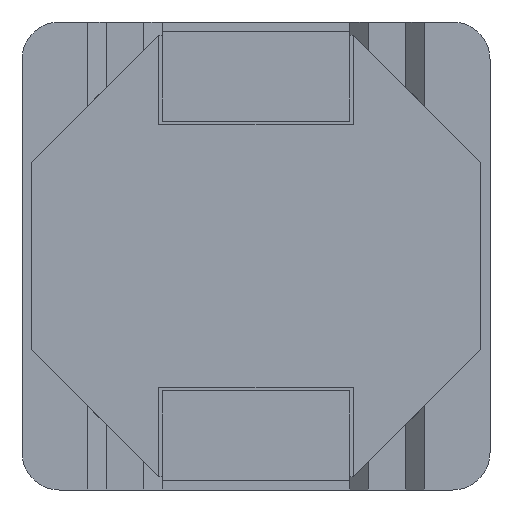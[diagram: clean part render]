
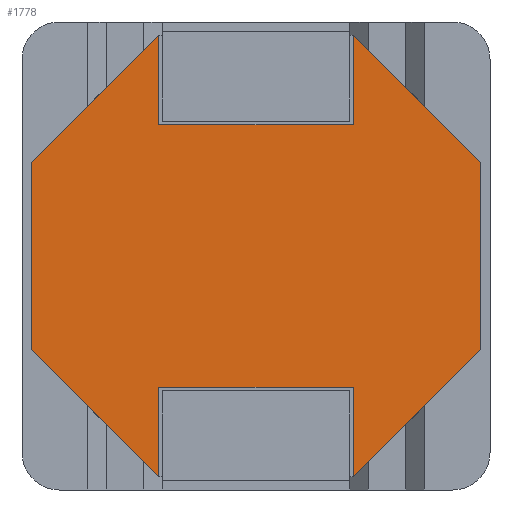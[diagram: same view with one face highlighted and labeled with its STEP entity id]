
A CAD part, front view. The second image highlights one B-rep face of the part: STEP entity #1778.
In plain terms, the highlighted planar face has unit normal (0, -1, 0).
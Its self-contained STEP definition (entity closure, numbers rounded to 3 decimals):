
#467=DIRECTION('',(0.,0.,1.));
#468=VECTOR('',#467,2.4);
#469=CARTESIAN_POINT('',(-2.6,0.,-5.9));
#470=LINE('',#469,#468);
#471=DIRECTION('',(-0.707,0.,0.707));
#472=VECTOR('',#471,4.808);
#473=CARTESIAN_POINT('',(-2.6,0.,-5.9));
#474=LINE('',#473,#472);
#475=DIRECTION('',(0.,0.,1.));
#476=VECTOR('',#475,5.);
#477=CARTESIAN_POINT('',(-6.,0.,-2.5));
#478=LINE('',#477,#476);
#479=DIRECTION('',(0.707,0.,0.707));
#480=VECTOR('',#479,4.808);
#481=CARTESIAN_POINT('',(-6.,0.,2.5));
#482=LINE('',#481,#480);
#483=DIRECTION('',(0.,0.,-1.));
#484=VECTOR('',#483,2.4);
#485=CARTESIAN_POINT('',(-2.6,0.,5.9));
#486=LINE('',#485,#484);
#487=DIRECTION('',(-1.,0.,0.));
#488=VECTOR('',#487,5.2);
#489=CARTESIAN_POINT('',(2.6,0.,3.5));
#490=LINE('',#489,#488);
#491=DIRECTION('',(0.,0.,-1.));
#492=VECTOR('',#491,2.4);
#493=CARTESIAN_POINT('',(2.6,0.,5.9));
#494=LINE('',#493,#492);
#495=DIRECTION('',(0.707,0.,-0.707));
#496=VECTOR('',#495,4.808);
#497=CARTESIAN_POINT('',(2.6,0.,5.9));
#498=LINE('',#497,#496);
#499=DIRECTION('',(0.,0.,-1.));
#500=VECTOR('',#499,5.);
#501=CARTESIAN_POINT('',(6.,0.,2.5));
#502=LINE('',#501,#500);
#503=DIRECTION('',(-0.707,0.,-0.707));
#504=VECTOR('',#503,4.808);
#505=CARTESIAN_POINT('',(6.,0.,-2.5));
#506=LINE('',#505,#504);
#507=DIRECTION('',(0.,0.,1.));
#508=VECTOR('',#507,2.4);
#509=CARTESIAN_POINT('',(2.6,0.,-5.9));
#510=LINE('',#509,#508);
#511=DIRECTION('',(1.,0.,0.));
#512=VECTOR('',#511,5.2);
#513=CARTESIAN_POINT('',(-2.6,0.,-3.5));
#514=LINE('',#513,#512);
#971=CARTESIAN_POINT('',(-6.,0.,-2.5));
#972=CARTESIAN_POINT('',(-6.,0.,2.5));
#973=VERTEX_POINT('',#971);
#974=VERTEX_POINT('',#972);
#975=CARTESIAN_POINT('',(6.,0.,2.5));
#976=CARTESIAN_POINT('',(6.,0.,-2.5));
#977=VERTEX_POINT('',#975);
#978=VERTEX_POINT('',#976);
#1003=CARTESIAN_POINT('',(-2.6,0.,-5.9));
#1004=CARTESIAN_POINT('',(-2.6,0.,-3.5));
#1005=VERTEX_POINT('',#1003);
#1006=VERTEX_POINT('',#1004);
#1007=CARTESIAN_POINT('',(2.6,0.,-3.5));
#1008=VERTEX_POINT('',#1007);
#1009=CARTESIAN_POINT('',(2.6,0.,-5.9));
#1010=VERTEX_POINT('',#1009);
#1011=CARTESIAN_POINT('',(2.6,0.,5.9));
#1012=CARTESIAN_POINT('',(2.6,0.,3.5));
#1013=VERTEX_POINT('',#1011);
#1014=VERTEX_POINT('',#1012);
#1015=CARTESIAN_POINT('',(-2.6,0.,3.5));
#1016=VERTEX_POINT('',#1015);
#1017=CARTESIAN_POINT('',(-2.6,0.,5.9));
#1018=VERTEX_POINT('',#1017);
#1748=CARTESIAN_POINT('',(0.,0.,0.));
#1749=DIRECTION('',(0.,1.,0.));
#1750=DIRECTION('',(1.,0.,0.));
#1751=AXIS2_PLACEMENT_3D('',#1748,#1749,#1750);
#1752=PLANE('',#1751);
#1754=ORIENTED_EDGE('',*,*,#1753,.F.);
#1756=ORIENTED_EDGE('',*,*,#1755,.T.);
#1758=ORIENTED_EDGE('',*,*,#1757,.T.);
#1760=ORIENTED_EDGE('',*,*,#1759,.T.);
#1762=ORIENTED_EDGE('',*,*,#1761,.T.);
#1764=ORIENTED_EDGE('',*,*,#1763,.F.);
#1766=ORIENTED_EDGE('',*,*,#1765,.F.);
#1767=ORIENTED_EDGE('',*,*,#1591,.T.);
#1769=ORIENTED_EDGE('',*,*,#1768,.T.);
#1771=ORIENTED_EDGE('',*,*,#1770,.T.);
#1773=ORIENTED_EDGE('',*,*,#1772,.T.);
#1775=ORIENTED_EDGE('',*,*,#1774,.F.);
#1776=EDGE_LOOP('',(#1754,#1756,#1758,#1760,#1762,#1764,#1766,#1767,#1769,#1771,
#1773,#1775));
#1777=FACE_OUTER_BOUND('',#1776,.F.);
#1591=EDGE_CURVE('',#1013,#977,#498,.T.);
#1753=EDGE_CURVE('',#1005,#1006,#470,.T.);
#1755=EDGE_CURVE('',#1005,#973,#474,.T.);
#1757=EDGE_CURVE('',#973,#974,#478,.T.);
#1759=EDGE_CURVE('',#974,#1018,#482,.T.);
#1761=EDGE_CURVE('',#1018,#1016,#486,.T.);
#1763=EDGE_CURVE('',#1014,#1016,#490,.T.);
#1765=EDGE_CURVE('',#1013,#1014,#494,.T.);
#1768=EDGE_CURVE('',#977,#978,#502,.T.);
#1770=EDGE_CURVE('',#978,#1010,#506,.T.);
#1772=EDGE_CURVE('',#1010,#1008,#510,.T.);
#1774=EDGE_CURVE('',#1006,#1008,#514,.T.);
#1778=ADVANCED_FACE('',(#1777),#1752,.F.);
